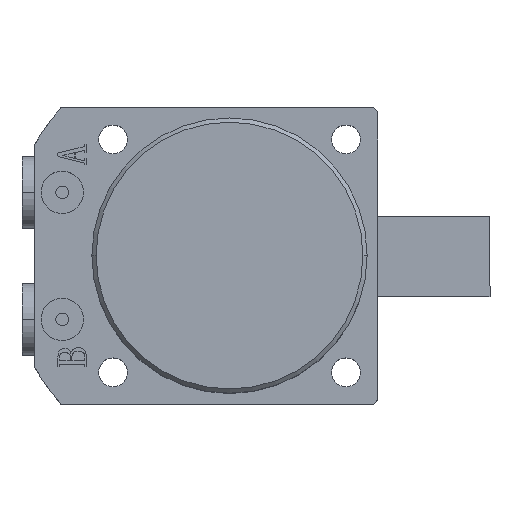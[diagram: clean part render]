
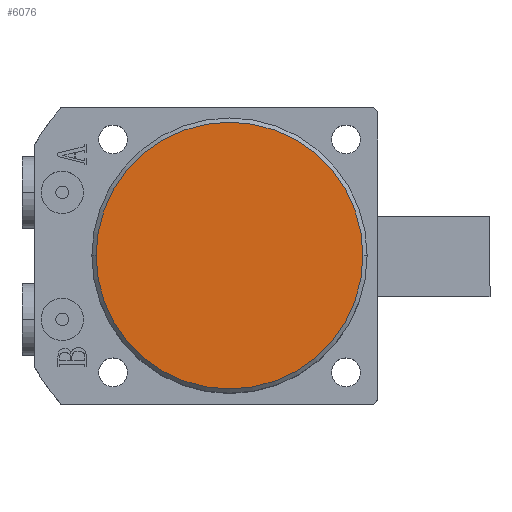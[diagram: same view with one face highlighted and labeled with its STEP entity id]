
A CAD part, top view. The second image highlights one B-rep face of the part: STEP entity #6076.
In plain terms, the highlighted planar face has unit normal (0, 0, 1).
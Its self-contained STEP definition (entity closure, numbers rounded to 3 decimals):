
#168 = AXIS2_PLACEMENT_3D ( 'NONE', #8722, #8723, #8724 ) ;
#483 = CARTESIAN_POINT ( 'NONE',  ( -31.5, 0., 73.5 ) ) ;
#878 = VERTEX_POINT ( 'NONE', #483 ) ;
#1524 = ORIENTED_EDGE ( 'NONE', *, *, #9574, .T. ) ;
#1538 = ORIENTED_EDGE ( 'NONE', *, *, #8263, .T. ) ;
#2485 = EDGE_LOOP ( 'NONE', ( #1524, #1538 ) ) ;
#5721 = VERTEX_POINT ( 'NONE', #5936 ) ;
#5936 = CARTESIAN_POINT ( 'NONE',  ( 31.5, 0., 73.5 ) ) ;
#6038 = CARTESIAN_POINT ( 'NONE',  ( 0., 0., 73.5 ) ) ;
#6045 = PLANE ( 'NONE',  #6649 ) ;
#6048 = DIRECTION ( 'NONE',  ( 0., 0., 1. ) ) ;
#6049 = DIRECTION ( 'NONE',  ( 1., 0., 0. ) ) ;
#6076 = ADVANCED_FACE ( 'NONE', ( #6805 ), #6045, .T. ) ;
#6649 = AXIS2_PLACEMENT_3D ( 'NONE', #6038, #6048, #6049 ) ;
#6805 = FACE_OUTER_BOUND ( 'NONE', #2485, .T. ) ;
#7349 = CIRCLE ( 'NONE', #9879, 31.5 ) ;
#7602 = CIRCLE ( 'NONE', #168, 31.5 ) ;
#8263 = EDGE_CURVE ( 'NONE', #5721, #878, #7349, .T. ) ;
#8722 = CARTESIAN_POINT ( 'NONE',  ( 0., 0., 73.5 ) ) ;
#8723 = DIRECTION ( 'NONE',  ( 0., 0., 1. ) ) ;
#8724 = DIRECTION ( 'NONE',  ( 1., 0., 0. ) ) ;
#9313 = CARTESIAN_POINT ( 'NONE',  ( 0., 0., 73.5 ) ) ;
#9314 = DIRECTION ( 'NONE',  ( 0., 0., 1. ) ) ;
#9315 = DIRECTION ( 'NONE',  ( 1., 0., 0. ) ) ;
#9574 = EDGE_CURVE ( 'NONE', #878, #5721, #7602, .T. ) ;
#9879 = AXIS2_PLACEMENT_3D ( 'NONE', #9313, #9314, #9315 ) ;
